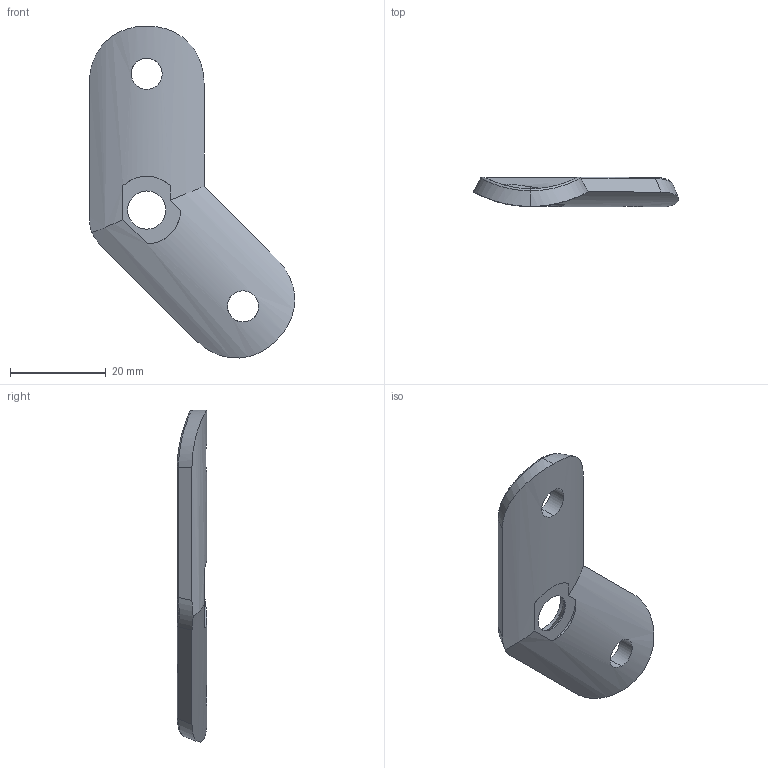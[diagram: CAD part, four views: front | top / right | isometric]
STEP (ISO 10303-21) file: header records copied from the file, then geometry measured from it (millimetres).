
FILE_DESCRIPTION (( 'STEP AP203' ), '1' );
FILE_NAME ('60178-240.step', '2019-03-20T12:34:18', ( '' ), ( '' ), 'SwSTEP 2.0', 'SolidWorks 2015', '' );
FILE_SCHEMA (( 'CONFIG_CONTROL_DESIGN' ));
Length unit declared in the file: millimetre
Products named in the file (1): 60178-240
Bounding box: 42.96 x 6.15 x 69.45 mm (x, y, z)
Volume: 5517.8 mm3; surface area: 3957.3 mm2
Topology: 1 solids, 1 shells, 253 faces, 662 edges, 436 vertices
Faces by surface type: bspline 104, plane 97, cylinder 50, cone 2
Entity records: 12882 total; most frequent: CARTESIAN_POINT 7338, ORIENTED_EDGE 1324, DIRECTION 794, EDGE_CURVE 662, VERTEX_POINT 436, VECTOR 302, LINE 302, EDGE_LOOP 284
